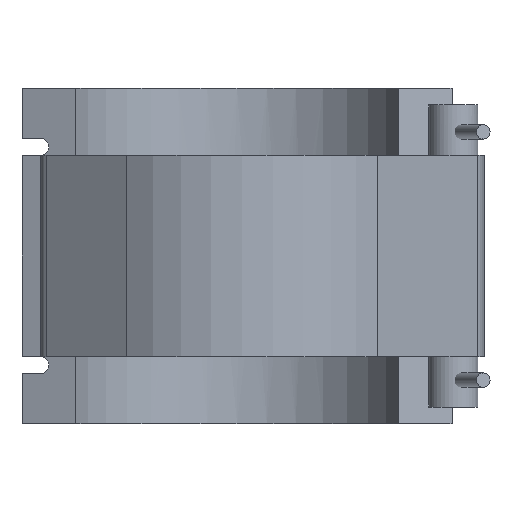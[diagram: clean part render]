
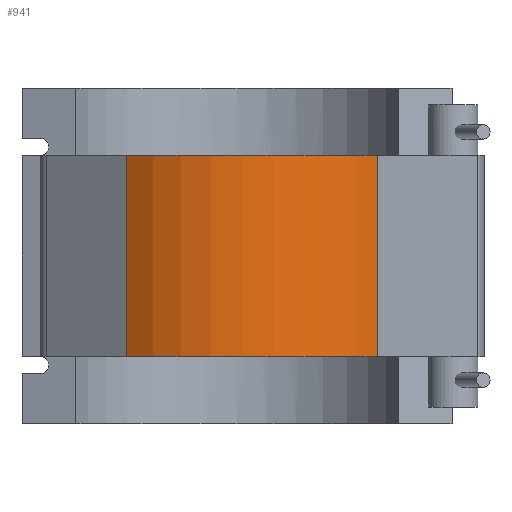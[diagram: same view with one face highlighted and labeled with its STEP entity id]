
A CAD part, front view. The second image highlights one B-rep face of the part: STEP entity #941.
In plain terms, the highlighted cylindrical face has radius 94.5 mm (diameter 189 mm), a partial arc.
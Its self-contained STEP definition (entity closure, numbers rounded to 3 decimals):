
#78=CYLINDRICAL_SURFACE('',#1040,94.5);
#116=CIRCLE('',#1041,94.5);
#117=CIRCLE('',#1042,94.5);
#177=FACE_OUTER_BOUND('',#264,.T.);
#264=EDGE_LOOP('',(#793,#794,#795,#796));
#340=LINE('',#1986,#404);
#341=LINE('',#1990,#405);
#404=VECTOR('',#1276,105.6);
#405=VECTOR('',#1279,105.6);
#484=VERTEX_POINT('',#1984);
#485=VERTEX_POINT('',#1985);
#486=VERTEX_POINT('',#1987);
#487=VERTEX_POINT('',#1989);
#593=EDGE_CURVE('',#484,#485,#340,.T.);
#594=EDGE_CURVE('',#486,#484,#116,.T.);
#595=EDGE_CURVE('',#487,#486,#341,.T.);
#596=EDGE_CURVE('',#485,#487,#117,.T.);
#793=ORIENTED_EDGE('',*,*,#593,.F.);
#794=ORIENTED_EDGE('',*,*,#594,.F.);
#795=ORIENTED_EDGE('',*,*,#595,.F.);
#796=ORIENTED_EDGE('',*,*,#596,.F.);
#941=ADVANCED_FACE('',(#177),#78,.T.);
#1040=AXIS2_PLACEMENT_3D('',#1983,#1274,#1275);
#1041=AXIS2_PLACEMENT_3D('',#1988,#1277,#1278);
#1042=AXIS2_PLACEMENT_3D('',#1991,#1280,#1281);
#1274=DIRECTION('center_axis',(0.,0.,1.));
#1275=DIRECTION('ref_axis',(-1.,0.,0.));
#1276=DIRECTION('',(0.,0.,-1.));
#1277=DIRECTION('center_axis',(0.,0.,1.));
#1278=DIRECTION('ref_axis',(-1.,0.,0.));
#1279=DIRECTION('',(0.,0.,1.));
#1280=DIRECTION('center_axis',(0.,0.,-1.));
#1281=DIRECTION('ref_axis',(-1.,0.,0.));
#1983=CARTESIAN_POINT('Origin',(0.,0.,0.));
#1984=CARTESIAN_POINT('',(73.568,-59.313,52.8));
#1985=CARTESIAN_POINT('',(73.568,-59.313,-52.8));
#1986=CARTESIAN_POINT('',(73.568,-59.313,0.));
#1987=CARTESIAN_POINT('',(-57.989,-74.616,52.8));
#1988=CARTESIAN_POINT('Origin',(0.,0.,52.8));
#1989=CARTESIAN_POINT('',(-57.989,-74.616,-52.8));
#1990=CARTESIAN_POINT('',(-57.989,-74.616,0.));
#1991=CARTESIAN_POINT('Origin',(0.,0.,-52.8));
